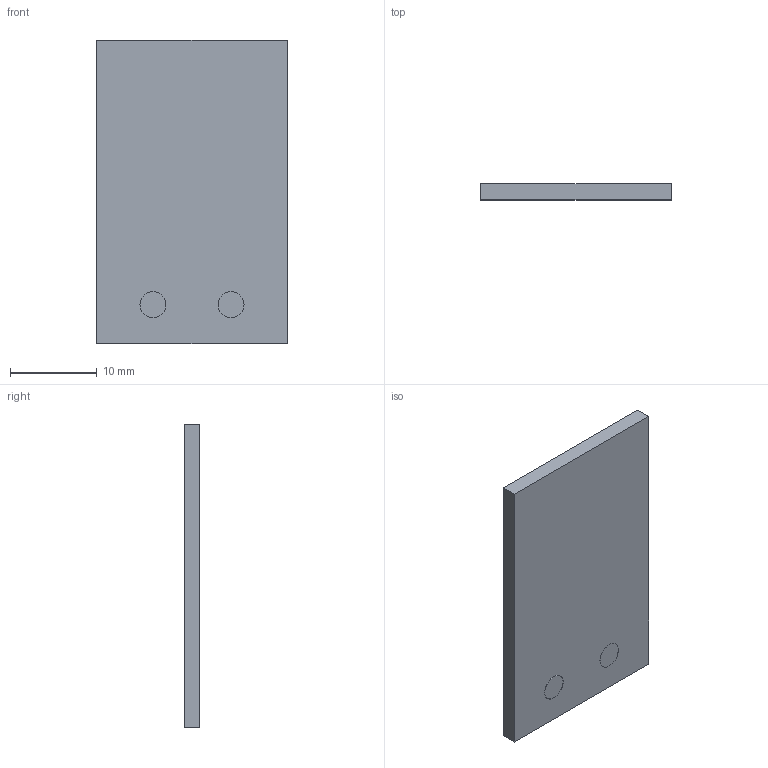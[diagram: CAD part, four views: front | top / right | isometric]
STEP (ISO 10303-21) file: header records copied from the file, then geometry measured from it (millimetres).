
FILE_DESCRIPTION(/* description */ (''),/* implementation_level */ '2;1');
FILE_NAME(/* name */ 'SM101K07L v1.step',/* time_stamp */ '2023-05-23T18:15:20-04:00',/* author */ (''),/* organization */ (''),/* preprocessor_version */ 'ST-DEVELOPER v19.2',/* originating_system */ 'Autodesk Translation Framework v12.4.0.73',/* authorisation */ '');
FILE_SCHEMA (('AUTOMOTIVE_DESIGN { 1 0 10303 214 3 1 1 }'));
Length unit declared in the file: millimetre
Products named in the file (1): SM101K07L
Bounding box: 22 x 1.82 x 35 mm (x, y, z)
Volume: 1244.5 mm3; surface area: 1819 mm2
Topology: 1 solids, 1 shells, 45 faces, 102 edges, 68 vertices
Faces by surface type: plane 43, cylinder 2
Full cylindrical faces by diameter (mm): 3 x2
Entity records: 1289 total; most frequent: CARTESIAN_POINT 216, ORIENTED_EDGE 204, DIRECTION 198, EDGE_CURVE 102, LINE 98, VECTOR 98, VERTEX_POINT 68, EDGE_LOOP 54
